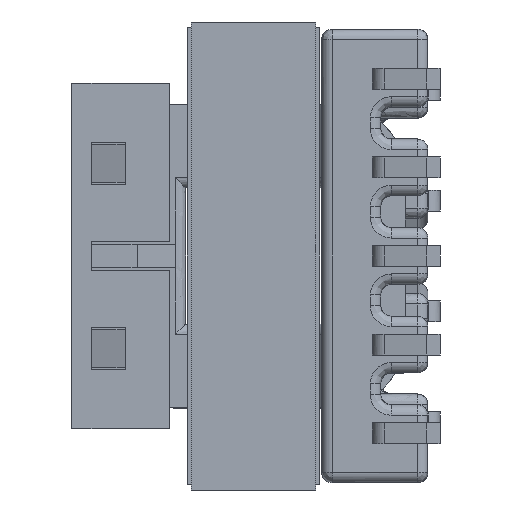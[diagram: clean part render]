
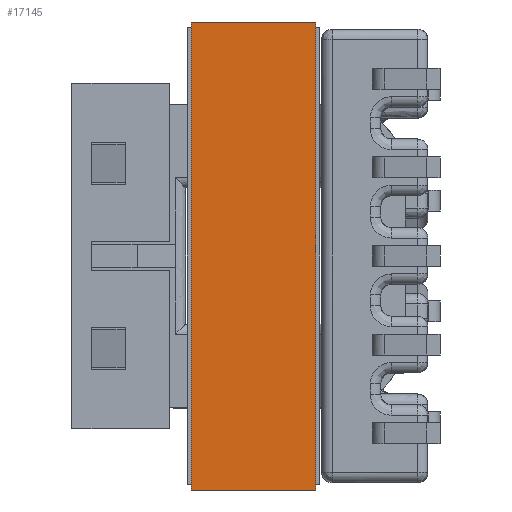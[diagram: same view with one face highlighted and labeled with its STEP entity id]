
A CAD part, left-side view. The second image highlights one B-rep face of the part: STEP entity #17145.
In plain terms, the highlighted free-form (B-spline) face has degree [1, 1] with [2, 2] control points.
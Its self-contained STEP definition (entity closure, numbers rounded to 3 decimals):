
#17145 = ADVANCED_FACE('',(#17146),#17176,.T.);
#17146 = FACE_BOUND('',#17147,.T.);
#17147 = EDGE_LOOP('',(#17148,#17157,#17164,#17171));
#17148 = ORIENTED_EDGE('',*,*,#17149,.T.);
#17149 = EDGE_CURVE('',#17150,#17152,#17154,.T.);
#17150 = VERTEX_POINT('',#17151);
#17151 = CARTESIAN_POINT('',(-29.486,10.768,
    -6.358));
#17152 = VERTEX_POINT('',#17153);
#17153 = CARTESIAN_POINT('',(-29.486,10.768,
    9.354));
#17154 = B_SPLINE_CURVE_WITH_KNOTS('',1,(#17155,#17156),.UNSPECIFIED.,
  .F.,.F.,(2,2),(-13.42,0.),.PIECEWISE_BEZIER_KNOTS.);
#17155 = CARTESIAN_POINT('',(-29.486,10.768,
    -6.358));
#17156 = CARTESIAN_POINT('',(-29.486,10.768,
    9.354));
#17157 = ORIENTED_EDGE('',*,*,#17158,.T.);
#17158 = EDGE_CURVE('',#17152,#17159,#17161,.T.);
#17159 = VERTEX_POINT('',#17160);
#17160 = CARTESIAN_POINT('',(-29.486,14.935,
    9.354));
#17161 = B_SPLINE_CURVE_WITH_KNOTS('',1,(#17162,#17163),.UNSPECIFIED.,
  .F.,.F.,(2,2),(0.,3.56),.PIECEWISE_BEZIER_KNOTS.);
#17162 = CARTESIAN_POINT('',(-29.486,10.768,
    9.354));
#17163 = CARTESIAN_POINT('',(-29.486,14.935,
    9.354));
#17164 = ORIENTED_EDGE('',*,*,#17165,.T.);
#17165 = EDGE_CURVE('',#17159,#17166,#17168,.T.);
#17166 = VERTEX_POINT('',#17167);
#17167 = CARTESIAN_POINT('',(-29.486,14.935,
    -6.358));
#17168 = B_SPLINE_CURVE_WITH_KNOTS('',1,(#17169,#17170),.UNSPECIFIED.,
  .F.,.F.,(2,2),(-0.,13.42),.PIECEWISE_BEZIER_KNOTS.);
#17169 = CARTESIAN_POINT('',(-29.486,14.935,
    9.354));
#17170 = CARTESIAN_POINT('',(-29.486,14.935,
    -6.358));
#17171 = ORIENTED_EDGE('',*,*,#17172,.T.);
#17172 = EDGE_CURVE('',#17166,#17150,#17173,.T.);
#17173 = B_SPLINE_CURVE_WITH_KNOTS('',1,(#17174,#17175),.UNSPECIFIED.,
  .F.,.F.,(2,2),(-3.56,0.),.PIECEWISE_BEZIER_KNOTS.);
#17174 = CARTESIAN_POINT('',(-29.486,14.935,
    -6.358));
#17175 = CARTESIAN_POINT('',(-29.486,10.768,
    -6.358));
#17176 = B_SPLINE_SURFACE_WITH_KNOTS('',1,1,(
    (#17177,#17178)
    ,(#17179,#17180
    )),.UNSPECIFIED.,.F.,.F.,.F.,(2,2),(2,2),(-13.42,0.)
  ,(0.,3.56),.PIECEWISE_BEZIER_KNOTS.);
#17177 = CARTESIAN_POINT('',(-29.486,10.768,
    -6.358));
#17178 = CARTESIAN_POINT('',(-29.486,14.935,
    -6.358));
#17179 = CARTESIAN_POINT('',(-29.486,10.768,
    9.354));
#17180 = CARTESIAN_POINT('',(-29.486,14.935,
    9.354));
